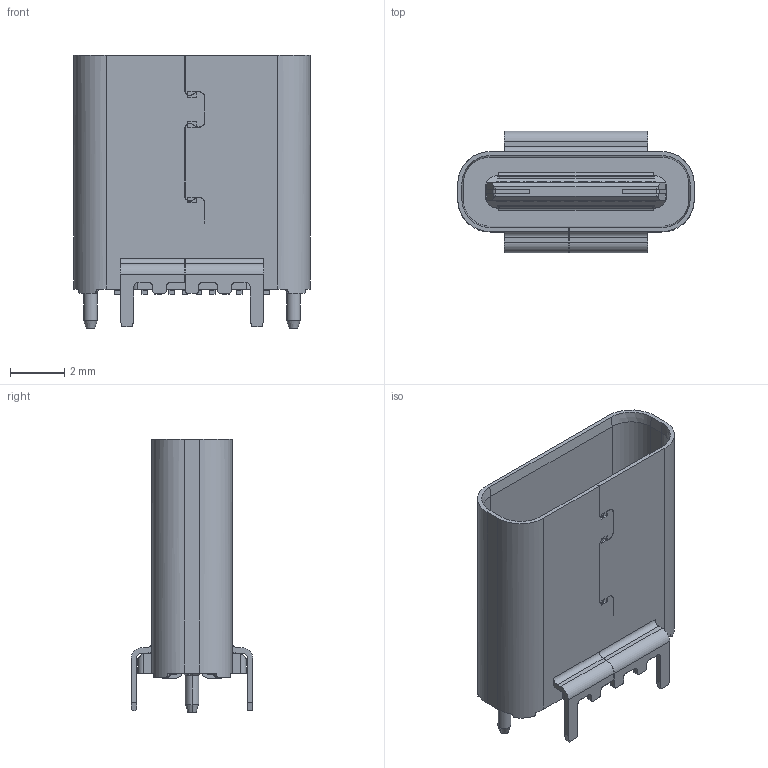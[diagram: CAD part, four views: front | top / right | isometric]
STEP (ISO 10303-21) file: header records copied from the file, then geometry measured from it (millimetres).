
FILE_DESCRIPTION((''),'2;1');
FILE_NAME('10132328--100X2LF','2018-12-07T',('Baoyy'),('AFCI'),'CREO PARAMETRIC BY PTC INC, 2016130','CREO PARAMETRIC BY PTC INC, 2016130','');
FILE_SCHEMA(('AUTOMOTIVE_DESIGN { 1 0 10303 214 1 1 1 1 }'));
Length unit declared in the file: millimetre
Products named in the file (1): 10132328--100X2LF
Bounding box: 8.74 x 4.5 x 10.1 mm (x, y, z)
Volume: 117.5 mm3; surface area: 495.9 mm2
Topology: 1 solids, 1 shells, 876 faces, 2470 edges, 1614 vertices
Faces by surface type: plane 691, cylinder 169, cone 16
Entity records: 28435 total; most frequent: CARTESIAN_POINT 5257, ORIENTED_EDGE 4940, DIRECTION 4530, EDGE_CURVE 2470, VECTOR 2058, LINE 2058, VERTEX_POINT 1614, AXIS2_PLACEMENT_3D 1236
